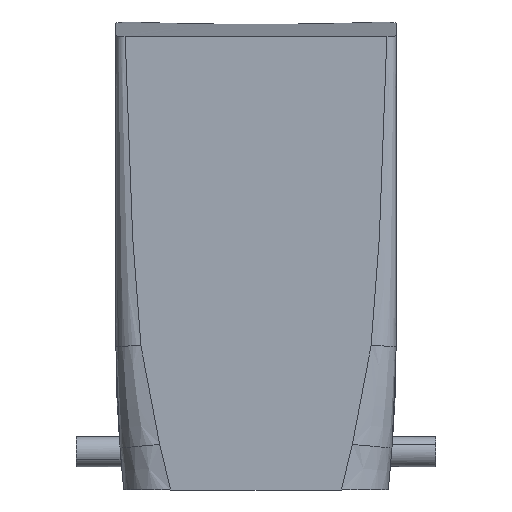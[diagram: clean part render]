
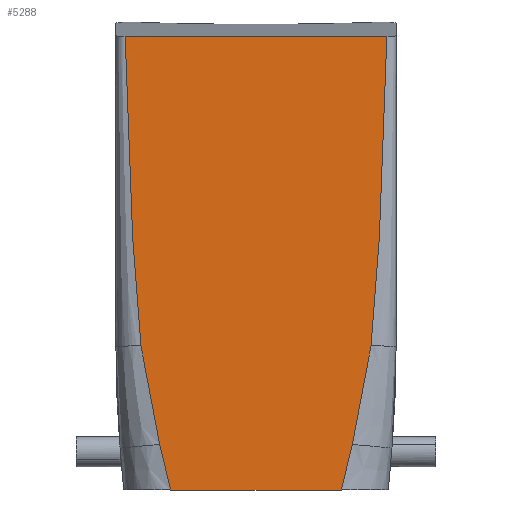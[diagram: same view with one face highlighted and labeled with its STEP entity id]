
A CAD part, front view. The second image highlights one B-rep face of the part: STEP entity #5288.
In plain terms, the highlighted planar face has unit normal (0, -1, 0.013).
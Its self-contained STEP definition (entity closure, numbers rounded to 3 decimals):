
#5276=AXIS2_PLACEMENT_3D('Plane Axis2P3D',#5273,#5274,#5275) ;
#1049=CARTESIAN_POINT('Vertex',(15.33,0.,0.)) ;
#1120=CARTESIAN_POINT('Vertex',(43.07,0.,0.)) ;
#1123=CARTESIAN_POINT('Line Origine',(29.2,0.,0.)) ;
#1288=CARTESIAN_POINT('Control Point',(13.558,0.097,7.395)) ;
#1289=CARTESIAN_POINT('Control Point',(13.603,0.094,7.208)) ;
#1290=CARTESIAN_POINT('Control Point',(13.648,0.092,7.021)) ;
#1291=CARTESIAN_POINT('Control Point',(13.694,0.089,6.834)) ;
#1292=CARTESIAN_POINT('Control Point',(14.055,0.07,5.338)) ;
#1293=CARTESIAN_POINT('Control Point',(14.416,0.05,3.841)) ;
#1294=CARTESIAN_POINT('Control Point',(14.713,0.034,2.6)) ;
#1295=CARTESIAN_POINT('Control Point',(15.02,0.017,1.308)) ;
#1296=CARTESIAN_POINT('Control Point',(15.33,0.,0.)) ;
#1297=CARTESIAN_POINT('Vertex',(13.558,0.097,7.395)) ;
#1417=CARTESIAN_POINT('Vertex',(44.842,0.097,7.395)) ;
#1421=CARTESIAN_POINT('Control Point',(44.842,0.097,7.395)) ;
#1422=CARTESIAN_POINT('Control Point',(44.797,0.094,7.208)) ;
#1423=CARTESIAN_POINT('Control Point',(44.752,0.092,7.021)) ;
#1424=CARTESIAN_POINT('Control Point',(44.706,0.089,6.834)) ;
#1425=CARTESIAN_POINT('Control Point',(44.345,0.07,5.338)) ;
#1426=CARTESIAN_POINT('Control Point',(43.984,0.05,3.841)) ;
#1427=CARTESIAN_POINT('Control Point',(43.687,0.034,2.6)) ;
#1428=CARTESIAN_POINT('Control Point',(43.38,0.017,1.308)) ;
#1429=CARTESIAN_POINT('Control Point',(43.07,0.,0.)) ;
#1743=CARTESIAN_POINT('Vertex',(47.876,0.306,23.392)) ;
#1747=CARTESIAN_POINT('Control Point',(47.876,0.306,23.392)) ;
#1748=CARTESIAN_POINT('Control Point',(47.606,0.276,21.121)) ;
#1749=CARTESIAN_POINT('Control Point',(47.272,0.247,18.858)) ;
#1750=CARTESIAN_POINT('Control Point',(46.877,0.217,16.606)) ;
#1751=CARTESIAN_POINT('Control Point',(46.243,0.176,13.409)) ;
#1752=CARTESIAN_POINT('Control Point',(45.526,0.134,10.236)) ;
#1753=CARTESIAN_POINT('Control Point',(45.304,0.122,9.287)) ;
#1754=CARTESIAN_POINT('Control Point',(45.076,0.109,8.34)) ;
#1755=CARTESIAN_POINT('Control Point',(44.842,0.097,7.395)) ;
#2170=CARTESIAN_POINT('Control Point',(50.45,0.964,73.651)) ;
#2171=CARTESIAN_POINT('Control Point',(50.447,0.963,73.552)) ;
#2172=CARTESIAN_POINT('Control Point',(50.445,0.962,73.453)) ;
#2173=CARTESIAN_POINT('Control Point',(50.442,0.96,73.354)) ;
#2174=CARTESIAN_POINT('Control Point',(50.311,0.894,68.322)) ;
#2175=CARTESIAN_POINT('Control Point',(50.167,0.829,63.29)) ;
#2176=CARTESIAN_POINT('Control Point',(49.99,0.764,58.357)) ;
#2177=CARTESIAN_POINT('Control Point',(49.718,0.672,51.363)) ;
#2178=CARTESIAN_POINT('Control Point',(49.4,0.581,44.371)) ;
#2179=CARTESIAN_POINT('Control Point',(49.301,0.554,42.309)) ;
#2180=CARTESIAN_POINT('Control Point',(49.144,0.513,39.226)) ;
#2181=CARTESIAN_POINT('Control Point',(48.965,0.473,36.144)) ;
#2182=CARTESIAN_POINT('Control Point',(48.901,0.459,35.071)) ;
#2183=CARTESIAN_POINT('Control Point',(48.768,0.432,33.02)) ;
#2184=CARTESIAN_POINT('Control Point',(48.615,0.405,30.969)) ;
#2185=CARTESIAN_POINT('Control Point',(48.532,0.392,29.939)) ;
#2186=CARTESIAN_POINT('Control Point',(48.365,0.367,28.011)) ;
#2187=CARTESIAN_POINT('Control Point',(48.173,0.341,26.084)) ;
#2188=CARTESIAN_POINT('Control Point',(48.079,0.33,25.186)) ;
#2189=CARTESIAN_POINT('Control Point',(47.98,0.318,24.289)) ;
#2190=CARTESIAN_POINT('Control Point',(47.876,0.306,23.392)) ;
#2191=CARTESIAN_POINT('Vertex',(50.45,0.964,73.651)) ;
#3640=CARTESIAN_POINT('Vertex',(7.95,0.964,73.651)) ;
#3650=CARTESIAN_POINT('Vertex',(10.524,0.306,23.392)) ;
#3654=CARTESIAN_POINT('Control Point',(7.95,0.964,73.651)) ;
#3655=CARTESIAN_POINT('Control Point',(7.953,0.963,73.552)) ;
#3656=CARTESIAN_POINT('Control Point',(7.955,0.962,73.453)) ;
#3657=CARTESIAN_POINT('Control Point',(7.958,0.96,73.354)) ;
#3658=CARTESIAN_POINT('Control Point',(8.089,0.894,68.322)) ;
#3659=CARTESIAN_POINT('Control Point',(8.233,0.829,63.29)) ;
#3660=CARTESIAN_POINT('Control Point',(8.41,0.764,58.357)) ;
#3661=CARTESIAN_POINT('Control Point',(8.682,0.672,51.363)) ;
#3662=CARTESIAN_POINT('Control Point',(9.,0.581,44.371)) ;
#3663=CARTESIAN_POINT('Control Point',(9.099,0.554,42.309)) ;
#3664=CARTESIAN_POINT('Control Point',(9.256,0.513,39.226)) ;
#3665=CARTESIAN_POINT('Control Point',(9.435,0.473,36.144)) ;
#3666=CARTESIAN_POINT('Control Point',(9.499,0.459,35.071)) ;
#3667=CARTESIAN_POINT('Control Point',(9.632,0.432,33.02)) ;
#3668=CARTESIAN_POINT('Control Point',(9.785,0.405,30.969)) ;
#3669=CARTESIAN_POINT('Control Point',(9.868,0.392,29.939)) ;
#3670=CARTESIAN_POINT('Control Point',(10.035,0.367,28.011)) ;
#3671=CARTESIAN_POINT('Control Point',(10.227,0.341,26.084)) ;
#3672=CARTESIAN_POINT('Control Point',(10.321,0.33,25.186)) ;
#3673=CARTESIAN_POINT('Control Point',(10.42,0.318,24.289)) ;
#3674=CARTESIAN_POINT('Control Point',(10.524,0.306,23.392)) ;
#4888=CARTESIAN_POINT('Line Origine',(17.825,0.964,73.651)) ;
#5026=CARTESIAN_POINT('Control Point',(10.524,0.306,23.392)) ;
#5027=CARTESIAN_POINT('Control Point',(10.794,0.276,21.121)) ;
#5028=CARTESIAN_POINT('Control Point',(11.128,0.247,18.858)) ;
#5029=CARTESIAN_POINT('Control Point',(11.523,0.217,16.606)) ;
#5030=CARTESIAN_POINT('Control Point',(12.157,0.176,13.409)) ;
#5031=CARTESIAN_POINT('Control Point',(12.874,0.134,10.236)) ;
#5032=CARTESIAN_POINT('Control Point',(13.096,0.122,9.287)) ;
#5033=CARTESIAN_POINT('Control Point',(13.324,0.109,8.34)) ;
#5034=CARTESIAN_POINT('Control Point',(13.558,0.097,7.395)) ;
#5273=CARTESIAN_POINT('Axis2P3D Location',(29.2,1.957,149.476)) ;
#1124=DIRECTION('Vector Direction',(-1.,0.,0.)) ;
#4889=DIRECTION('Vector Direction',(-1.,0.,0.)) ;
#5274=DIRECTION('Axis2P3D Direction',(0.,-1.,0.013)) ;
#5275=DIRECTION('Axis2P3D XDirection',(-1.,0.,0.)) ;
#1125=VECTOR('Line Direction',#1124,1.) ;
#4890=VECTOR('Line Direction',#4889,1.) ;
#5279=ORIENTED_EDGE('',*,*,#1127,.T.) ;
#5280=ORIENTED_EDGE('',*,*,#1430,.T.) ;
#5281=ORIENTED_EDGE('',*,*,#1756,.T.) ;
#5282=ORIENTED_EDGE('',*,*,#2193,.T.) ;
#5283=ORIENTED_EDGE('',*,*,#4892,.F.) ;
#5284=ORIENTED_EDGE('',*,*,#3675,.F.) ;
#5285=ORIENTED_EDGE('',*,*,#5035,.F.) ;
#5286=ORIENTED_EDGE('',*,*,#1299,.F.) ;
#5288=ADVANCED_FACE('Hauptk\X2\00F6\X0\rper',(#5287),#5277,.T.) ;
#1287=B_SPLINE_CURVE_WITH_KNOTS('',5,(#1288,#1289,#1290,#1291,#1292,#1293,#1294,#1295,#1296),.UNSPECIFIED.,.F.,.U.,(6,3,6),(140.837,142.496,154.117),.UNSPECIFIED.) ;
#1420=B_SPLINE_CURVE_WITH_KNOTS('',5,(#1421,#1422,#1423,#1424,#1425,#1426,#1427,#1428,#1429),.UNSPECIFIED.,.F.,.U.,(6,3,6),(140.837,142.496,154.117),.UNSPECIFIED.) ;
#1746=B_SPLINE_CURVE_WITH_KNOTS('',5,(#1747,#1748,#1749,#1750,#1751,#1752,#1753,#1754,#1755),.UNSPECIFIED.,.F.,.U.,(6,3,6),(116.558,136.592,145.174),.UNSPECIFIED.) ;
#2169=B_SPLINE_CURVE_WITH_KNOTS('',5,(#2170,#2171,#2172,#2173,#2174,#2175,#2176,#2177,#2178,#2179,#2180,#2181,#2182,#2183,#2184,#2185,#2186,#2187,#2188,#2189,#2190),.UNSPECIFIED.,.F.,.U.,(6,3,3,3,3,3,6),(31.956,32.815,75.548,93.42,102.272,111.213,119.015),.UNSPECIFIED.) ;
#3653=B_SPLINE_CURVE_WITH_KNOTS('',5,(#3654,#3655,#3656,#3657,#3658,#3659,#3660,#3661,#3662,#3663,#3664,#3665,#3666,#3667,#3668,#3669,#3670,#3671,#3672,#3673,#3674),.UNSPECIFIED.,.F.,.U.,(6,3,3,3,3,3,6),(31.956,32.815,75.548,93.42,102.272,111.213,119.015),.UNSPECIFIED.) ;
#5025=B_SPLINE_CURVE_WITH_KNOTS('',5,(#5026,#5027,#5028,#5029,#5030,#5031,#5032,#5033,#5034),.UNSPECIFIED.,.F.,.U.,(6,3,6),(116.558,136.592,145.174),.UNSPECIFIED.) ;
#1127=EDGE_CURVE('',#1050,#1121,#1126,.F.) ;
#1299=EDGE_CURVE('',#1050,#1298,#1287,.F.) ;
#1430=EDGE_CURVE('',#1121,#1418,#1420,.F.) ;
#1756=EDGE_CURVE('',#1418,#1744,#1746,.F.) ;
#2193=EDGE_CURVE('',#1744,#2192,#2169,.F.) ;
#3675=EDGE_CURVE('',#3651,#3641,#3653,.F.) ;
#4892=EDGE_CURVE('',#3641,#2192,#4891,.F.) ;
#5035=EDGE_CURVE('',#1298,#3651,#5025,.F.) ;
#5278=EDGE_LOOP('',(#5279,#5280,#5281,#5282,#5283,#5284,#5285,#5286)) ;
#5287=FACE_OUTER_BOUND('',#5278,.T.) ;
#1126=LINE('Line',#1123,#1125) ;
#4891=LINE('Line',#4888,#4890) ;
#5277=PLANE('',#5276) ;
#1050=VERTEX_POINT('',#1049) ;
#1121=VERTEX_POINT('',#1120) ;
#1298=VERTEX_POINT('',#1297) ;
#1418=VERTEX_POINT('',#1417) ;
#1744=VERTEX_POINT('',#1743) ;
#2192=VERTEX_POINT('',#2191) ;
#3641=VERTEX_POINT('',#3640) ;
#3651=VERTEX_POINT('',#3650) ;
